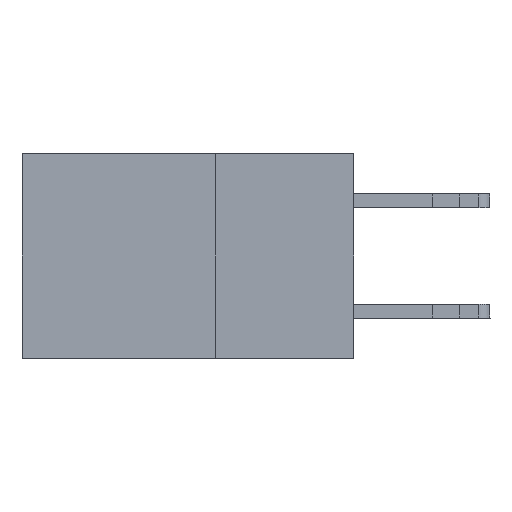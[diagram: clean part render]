
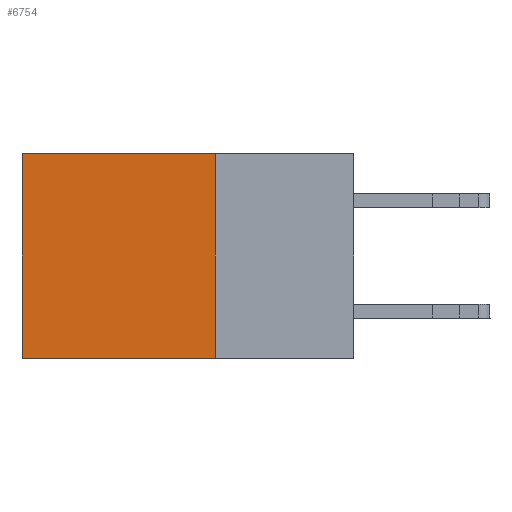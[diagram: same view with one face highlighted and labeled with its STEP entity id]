
A CAD part, left-side view. The second image highlights one B-rep face of the part: STEP entity #6754.
In plain terms, the highlighted planar face has unit normal (-1, 0, 0).
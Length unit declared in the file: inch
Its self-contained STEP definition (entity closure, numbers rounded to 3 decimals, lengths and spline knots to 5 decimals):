
#586 = PLANE ( 'NONE',  #10237 ) ;
#682 = ORIENTED_EDGE ( 'NONE', *, *, #19936, .F. ) ;
#1152 = DIRECTION ( 'NONE',  ( 0., 1., 0. ) ) ;
#2030 = ORIENTED_EDGE ( 'NONE', *, *, #12497, .F. ) ;
#2321 = ORIENTED_EDGE ( 'NONE', *, *, #9779, .T. ) ;
#2474 = CARTESIAN_POINT ( 'NONE',  ( 0.2875, 0.25, 0. ) ) ;
#2716 = FACE_OUTER_BOUND ( 'NONE', #5890, .T. ) ;
#3397 = ORIENTED_EDGE ( 'NONE', *, *, #9982, .T. ) ;
#4333 = CARTESIAN_POINT ( 'NONE',  ( 0.2875, 0.6, 0. ) ) ;
#4334 = DIRECTION ( 'NONE',  ( 0., 0., -1. ) ) ;
#5890 = EDGE_LOOP ( 'NONE', ( #2321, #2030, #682, #3397 ) ) ;
#6754 = ADVANCED_FACE ( 'NONE', ( #2716 ), #586, .F. ) ;
#7153 = CARTESIAN_POINT ( 'NONE',  ( 0.2875, 0.25, -0.37 ) ) ;
#7230 = CARTESIAN_POINT ( 'NONE',  ( 0.2875, 0.25, 0. ) ) ;
#7640 = CARTESIAN_POINT ( 'NONE',  ( 0.2875, 0.25, -0.37 ) ) ;
#7986 = VECTOR ( 'NONE', #18735, 39.37008 ) ;
#8080 = VECTOR ( 'NONE', #16584, 39.37008 ) ;
#8267 = VECTOR ( 'NONE', #1152, 39.37008 ) ;
#8657 = LINE ( 'NONE', #7640, #8080 ) ;
#9134 = CARTESIAN_POINT ( 'NONE',  ( 0.2875, 0.25, 0. ) ) ;
#9779 = EDGE_CURVE ( 'NONE', #11189, #12337, #14448, .T. ) ;
#9982 = EDGE_CURVE ( 'NONE', #19294, #11189, #13035, .T. ) ;
#10237 = AXIS2_PLACEMENT_3D ( 'NONE', #2474, #15121, #4334 ) ;
#11189 = VERTEX_POINT ( 'NONE', #16485 ) ;
#12330 = VERTEX_POINT ( 'NONE', #7153 ) ;
#12337 = VERTEX_POINT ( 'NONE', #17905 ) ;
#12497 = EDGE_CURVE ( 'NONE', #12330, #12337, #8657, .T. ) ;
#12564 = VECTOR ( 'NONE', #21666, 39.37008 ) ;
#13035 = LINE ( 'NONE', #15666, #8267 ) ;
#14448 = LINE ( 'NONE', #4333, #7986 ) ;
#15121 = DIRECTION ( 'NONE',  ( 1., 0., 0. ) ) ;
#15666 = CARTESIAN_POINT ( 'NONE',  ( 0.2875, 0.25, 0. ) ) ;
#16485 = CARTESIAN_POINT ( 'NONE',  ( 0.2875, 0.6, 0. ) ) ;
#16584 = DIRECTION ( 'NONE',  ( 0., 1., 0. ) ) ;
#17303 = LINE ( 'NONE', #7230, #12564 ) ;
#17905 = CARTESIAN_POINT ( 'NONE',  ( 0.2875, 0.6, -0.37 ) ) ;
#18735 = DIRECTION ( 'NONE',  ( 0., 0., -1. ) ) ;
#19294 = VERTEX_POINT ( 'NONE', #9134 ) ;
#19936 = EDGE_CURVE ( 'NONE', #19294, #12330, #17303, .T. ) ;
#21666 = DIRECTION ( 'NONE',  ( 0., 0., -1. ) ) ;
